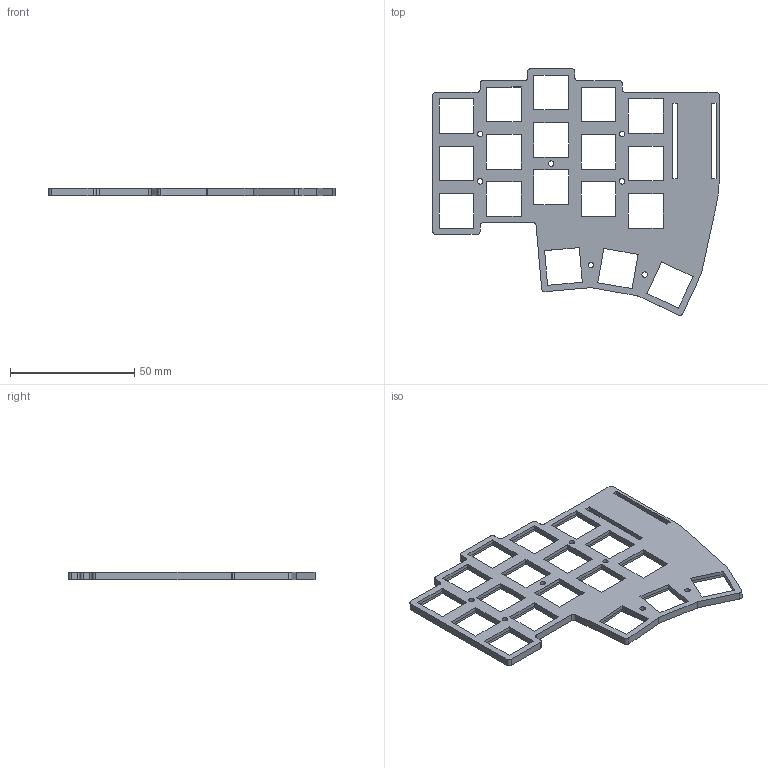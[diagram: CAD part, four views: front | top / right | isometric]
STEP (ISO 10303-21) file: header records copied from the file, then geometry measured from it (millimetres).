
FILE_DESCRIPTION(('HOOPS Exchange Step'),'2;1');
FILE_NAME('temp_export','2023-08-15T14:11:24+06:-30',('ankitbhankharia'),('Shapr3D Limited'),'HOOPS Exchange 2023.2','Shapr3D','Authorized');
FILE_SCHEMA( ('AUTOMOTIVE_DESIGN { 1 0 10303 214 1 1 1 1 }') );
Length unit declared in the file: millimetre
Products named in the file (2): ScottoSplit - Plate (Left) (1).step; root
Assembly tree (1 placements, depth 2):
  root
    ScottoSplit - Plate (Left) (1).step
Bounding box: 115.26 x 99.21 x 3 mm (x, y, z)
Volume: 13489.6 mm3; surface area: 14407.5 mm2
Topology: 1 solids, 1 shells, 226 faces, 632 edges, 426 vertices
Faces by surface type: plane 193, cylinder 33
Full cylindrical faces by diameter (mm): 2.2 x7
Entity records: 7359 total; most frequent: CARTESIAN_POINT 1286, ORIENTED_EDGE 1264, DIRECTION 1168, EDGE_CURVE 632, VECTOR 552, LINE 552, VERTEX_POINT 426, AXIS2_PLACEMENT_3D 308
